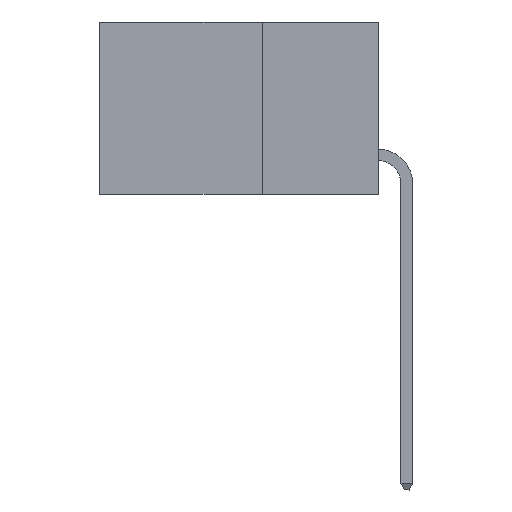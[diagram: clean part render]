
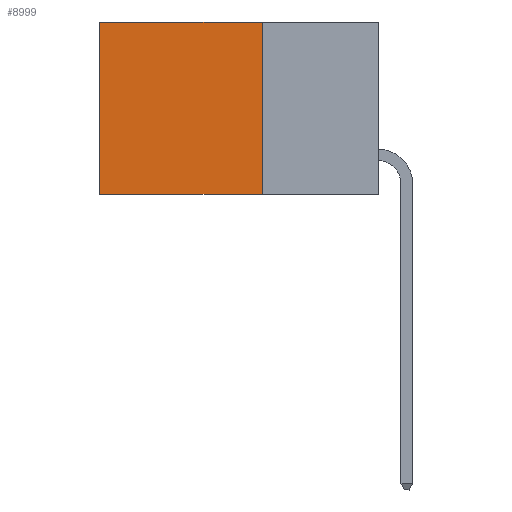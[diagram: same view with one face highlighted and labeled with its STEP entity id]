
A CAD part, left-side view. The second image highlights one B-rep face of the part: STEP entity #8999.
In plain terms, the highlighted planar face has unit normal (-1, 0, 0).
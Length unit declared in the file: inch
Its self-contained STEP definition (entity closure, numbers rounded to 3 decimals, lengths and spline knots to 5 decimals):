
#455 = LINE ( 'NONE', #12682, #5270 ) ;
#499 = PLANE ( 'NONE',  #13925 ) ;
#799 = CARTESIAN_POINT ( 'NONE',  ( 0.2615, 0.25, -0.37 ) ) ;
#1833 = CARTESIAN_POINT ( 'NONE',  ( 0.2615, 0.6, -0.37 ) ) ;
#2026 = EDGE_CURVE ( 'NONE', #6611, #17487, #455, .T. ) ;
#2171 = CARTESIAN_POINT ( 'NONE',  ( 0.2615, 0.25, -0.37 ) ) ;
#2775 = ORIENTED_EDGE ( 'NONE', *, *, #17779, .F. ) ;
#3517 = LINE ( 'NONE', #8066, #12022 ) ;
#3547 = DIRECTION ( 'NONE',  ( 1., 0., 0. ) ) ;
#3931 = ORIENTED_EDGE ( 'NONE', *, *, #9834, .T. ) ;
#5270 = VECTOR ( 'NONE', #18620, 39.37008 ) ;
#5965 = VERTEX_POINT ( 'NONE', #8286 ) ;
#6513 = FACE_OUTER_BOUND ( 'NONE', #14477, .T. ) ;
#6611 = VERTEX_POINT ( 'NONE', #14860 ) ;
#7368 = VERTEX_POINT ( 'NONE', #9591 ) ;
#7426 = CARTESIAN_POINT ( 'NONE',  ( 0.2615, 0.6, 0. ) ) ;
#8066 = CARTESIAN_POINT ( 'NONE',  ( 0.2615, 0.25, -0.37 ) ) ;
#8095 = DIRECTION ( 'NONE',  ( 0., 0., -1. ) ) ;
#8244 = EDGE_CURVE ( 'NONE', #6611, #7368, #3517, .T. ) ;
#8286 = CARTESIAN_POINT ( 'NONE',  ( 0.2615, 0.6, -0.37 ) ) ;
#8999 = ADVANCED_FACE ( 'NONE', ( #6513 ), #499, .F. ) ;
#9591 = CARTESIAN_POINT ( 'NONE',  ( 0.2615, 0.25, -0.37 ) ) ;
#9834 = EDGE_CURVE ( 'NONE', #17487, #5965, #11020, .T. ) ;
#10092 = ORIENTED_EDGE ( 'NONE', *, *, #2026, .T. ) ;
#11020 = LINE ( 'NONE', #1833, #15213 ) ;
#12022 = VECTOR ( 'NONE', #17140, 39.37008 ) ;
#12484 = DIRECTION ( 'NONE',  ( 0., 0., -1. ) ) ;
#12682 = CARTESIAN_POINT ( 'NONE',  ( 0.2615, 0.25, 0. ) ) ;
#13925 = AXIS2_PLACEMENT_3D ( 'NONE', #2171, #3547, #8095 ) ;
#14477 = EDGE_LOOP ( 'NONE', ( #3931, #2775, #17874, #10092 ) ) ;
#14860 = CARTESIAN_POINT ( 'NONE',  ( 0.2615, 0.25, 0. ) ) ;
#15213 = VECTOR ( 'NONE', #12484, 39.37008 ) ;
#17140 = DIRECTION ( 'NONE',  ( 0., 0., -1. ) ) ;
#17277 = LINE ( 'NONE', #799, #18185 ) ;
#17380 = DIRECTION ( 'NONE',  ( 0., 1., 0. ) ) ;
#17487 = VERTEX_POINT ( 'NONE', #7426 ) ;
#17779 = EDGE_CURVE ( 'NONE', #7368, #5965, #17277, .T. ) ;
#17874 = ORIENTED_EDGE ( 'NONE', *, *, #8244, .F. ) ;
#18185 = VECTOR ( 'NONE', #17380, 39.37008 ) ;
#18620 = DIRECTION ( 'NONE',  ( 0., 1., 0. ) ) ;
